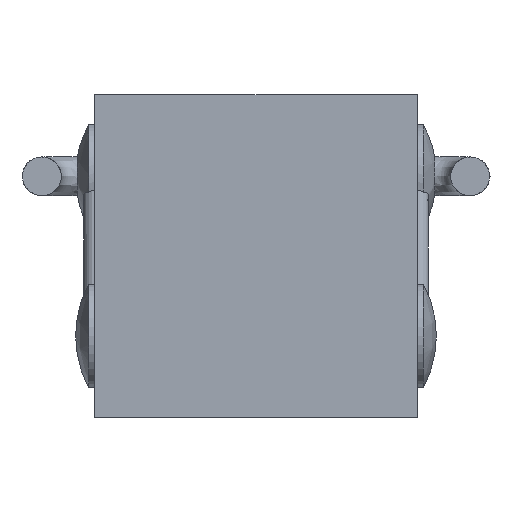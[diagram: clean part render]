
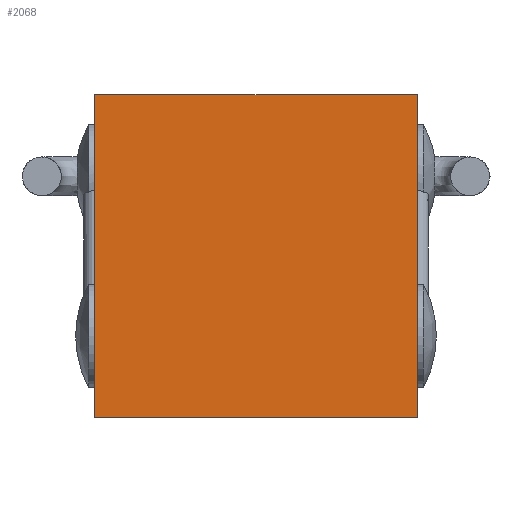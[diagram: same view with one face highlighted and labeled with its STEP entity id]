
A CAD part, front view. The second image highlights one B-rep face of the part: STEP entity #2068.
In plain terms, the highlighted planar face has unit normal (0, -1, 0).
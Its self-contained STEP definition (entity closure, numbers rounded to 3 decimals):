
#36 = DIRECTION ( 'NONE',  ( -1., 0., 0. ) ) ;
#50 = VECTOR ( 'NONE', #807, 1000. ) ;
#51 = CARTESIAN_POINT ( 'NONE',  ( -1.25, -0.38, -1.25 ) ) ;
#110 = EDGE_LOOP ( 'NONE', ( #2385, #691, #2859, #323 ) ) ;
#136 = LINE ( 'NONE', #230, #2253 ) ;
#230 = CARTESIAN_POINT ( 'NONE',  ( -1.25, -0.38, 1.25 ) ) ;
#252 = DIRECTION ( 'NONE',  ( 0., 1., 0. ) ) ;
#323 = ORIENTED_EDGE ( 'NONE', *, *, #1434, .T. ) ;
#433 = EDGE_CURVE ( 'NONE', #1565, #879, #2876, .T. ) ;
#687 = DIRECTION ( 'NONE',  ( 0., 0., 1. ) ) ;
#691 = ORIENTED_EDGE ( 'NONE', *, *, #433, .T. ) ;
#807 = DIRECTION ( 'NONE',  ( 1., 0., 0. ) ) ;
#811 = DIRECTION ( 'NONE',  ( 0., 0., 1. ) ) ;
#879 = VERTEX_POINT ( 'NONE', #1450 ) ;
#1121 = LINE ( 'NONE', #2433, #2489 ) ;
#1314 = VECTOR ( 'NONE', #36, 1000. ) ;
#1367 = PLANE ( 'NONE',  #2601 ) ;
#1387 = CARTESIAN_POINT ( 'NONE',  ( 1.25, -0.38, 1.25 ) ) ;
#1434 = EDGE_CURVE ( 'NONE', #1968, #1671, #1633, .T. ) ;
#1450 = CARTESIAN_POINT ( 'NONE',  ( -1.25, -0.38, 1.25 ) ) ;
#1565 = VERTEX_POINT ( 'NONE', #1387 ) ;
#1580 = CARTESIAN_POINT ( 'NONE',  ( 1.25, -0.38, -1.25 ) ) ;
#1633 = LINE ( 'NONE', #1580, #50 ) ;
#1671 = VERTEX_POINT ( 'NONE', #2950 ) ;
#1845 = DIRECTION ( 'NONE',  ( 0., 0., -1. ) ) ;
#1888 = EDGE_CURVE ( 'NONE', #879, #1968, #136, .T. ) ;
#1968 = VERTEX_POINT ( 'NONE', #51 ) ;
#2068 = ADVANCED_FACE ( 'NONE', ( #2682 ), #1367, .F. ) ;
#2253 = VECTOR ( 'NONE', #1845, 1000. ) ;
#2268 = CARTESIAN_POINT ( 'NONE',  ( 1.25, -0.38, 1.25 ) ) ;
#2385 = ORIENTED_EDGE ( 'NONE', *, *, #2614, .T. ) ;
#2433 = CARTESIAN_POINT ( 'NONE',  ( 1.25, -0.38, 1.25 ) ) ;
#2489 = VECTOR ( 'NONE', #811, 1000. ) ;
#2601 = AXIS2_PLACEMENT_3D ( 'NONE', #2797, #252, #687 ) ;
#2614 = EDGE_CURVE ( 'NONE', #1671, #1565, #1121, .T. ) ;
#2682 = FACE_OUTER_BOUND ( 'NONE', #110, .T. ) ;
#2797 = CARTESIAN_POINT ( 'NONE',  ( 0., -0.38, 0. ) ) ;
#2859 = ORIENTED_EDGE ( 'NONE', *, *, #1888, .T. ) ;
#2876 = LINE ( 'NONE', #2268, #1314 ) ;
#2950 = CARTESIAN_POINT ( 'NONE',  ( 1.25, -0.38, -1.25 ) ) ;
